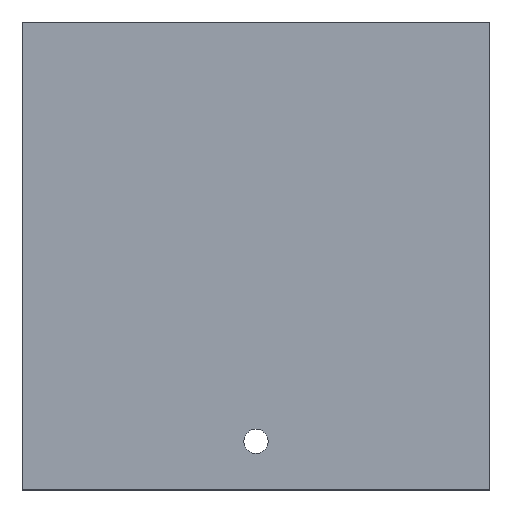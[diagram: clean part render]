
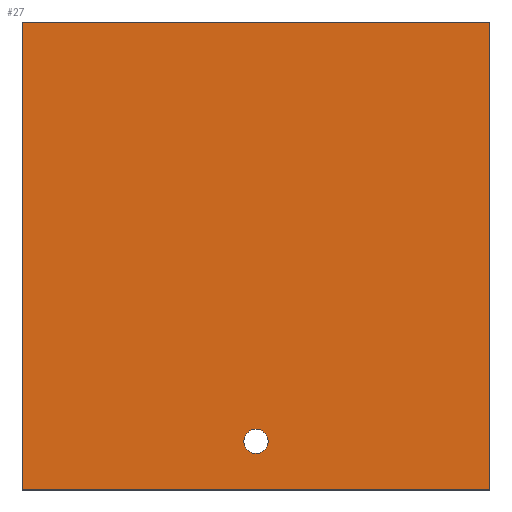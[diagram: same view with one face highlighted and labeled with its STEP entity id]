
A CAD part, top view. The second image highlights one B-rep face of the part: STEP entity #27.
In plain terms, the highlighted planar face has unit normal (0, 0, 1).
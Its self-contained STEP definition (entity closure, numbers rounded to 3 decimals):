
#2 = CARTESIAN_POINT ( 'NONE',  ( 0., 0., 6. ) ) ;
#9 = CARTESIAN_POINT ( 'NONE',  ( -38.5, -38.5, 6. ) ) ;
#16 = VERTEX_POINT ( 'NONE', #195 ) ;
#23 = AXIS2_PLACEMENT_3D ( 'NONE', #88, #247, #105 ) ;
#24 = CARTESIAN_POINT ( 'NONE',  ( 2., -30.5, 6. ) ) ;
#27 = ADVANCED_FACE ( 'NONE', ( #35, #76 ), #102, .F. ) ;
#35 = FACE_BOUND ( 'NONE', #268, .T. ) ;
#39 = VERTEX_POINT ( 'NONE', #216 ) ;
#45 = VERTEX_POINT ( 'NONE', #24 ) ;
#59 = EDGE_LOOP ( 'NONE', ( #134, #140, #141, #235 ) ) ;
#61 = LINE ( 'NONE', #262, #68 ) ;
#63 = EDGE_CURVE ( 'NONE', #87, #16, #61, .T. ) ;
#68 = VECTOR ( 'NONE', #178, 1000. ) ;
#76 = FACE_OUTER_BOUND ( 'NONE', #59, .T. ) ;
#82 = ORIENTED_EDGE ( 'NONE', *, *, #170, .T. ) ;
#87 = VERTEX_POINT ( 'NONE', #219 ) ;
#88 = CARTESIAN_POINT ( 'NONE',  ( 0., -30.5, 6. ) ) ;
#92 = VECTOR ( 'NONE', #245, 1000. ) ;
#97 = EDGE_CURVE ( 'NONE', #207, #103, #172, .T. ) ;
#98 = DIRECTION ( 'NONE',  ( 0., -1., 0. ) ) ;
#99 = VECTOR ( 'NONE', #98, 1000. ) ;
#102 = PLANE ( 'NONE',  #250 ) ;
#103 = VERTEX_POINT ( 'NONE', #148 ) ;
#105 = DIRECTION ( 'NONE',  ( -1., 0., 0. ) ) ;
#111 = CARTESIAN_POINT ( 'NONE',  ( 0., -30.5, 6. ) ) ;
#112 = DIRECTION ( 'NONE',  ( 0., 0., -1. ) ) ;
#117 = VECTOR ( 'NONE', #129, 1000. ) ;
#125 = CARTESIAN_POINT ( 'NONE',  ( -38.5, -38.5, 6. ) ) ;
#129 = DIRECTION ( 'NONE',  ( 1., 0., 0. ) ) ;
#134 = ORIENTED_EDGE ( 'NONE', *, *, #205, .T. ) ;
#140 = ORIENTED_EDGE ( 'NONE', *, *, #63, .T. ) ;
#141 = ORIENTED_EDGE ( 'NONE', *, *, #269, .T. ) ;
#142 = EDGE_CURVE ( 'NONE', #39, #45, #232, .T. ) ;
#148 = CARTESIAN_POINT ( 'NONE',  ( 38.5, -38.5, 6. ) ) ;
#170 = EDGE_CURVE ( 'NONE', #45, #39, #183, .T. ) ;
#172 = LINE ( 'NONE', #274, #117 ) ;
#173 = DIRECTION ( 'NONE',  ( -1., 0., 0. ) ) ;
#174 = CARTESIAN_POINT ( 'NONE',  ( 38.5, -38.5, 6. ) ) ;
#178 = DIRECTION ( 'NONE',  ( -1., 0., 0. ) ) ;
#183 = CIRCLE ( 'NONE', #23, 2. ) ;
#195 = CARTESIAN_POINT ( 'NONE',  ( -38.5, 38.5, 6. ) ) ;
#205 = EDGE_CURVE ( 'NONE', #103, #87, #266, .T. ) ;
#207 = VERTEX_POINT ( 'NONE', #9 ) ;
#216 = CARTESIAN_POINT ( 'NONE',  ( -2., -30.5, 6. ) ) ;
#217 = DIRECTION ( 'NONE',  ( 0., 0., -1. ) ) ;
#219 = CARTESIAN_POINT ( 'NONE',  ( 38.5, 38.5, 6. ) ) ;
#225 = LINE ( 'NONE', #125, #99 ) ;
#230 = ORIENTED_EDGE ( 'NONE', *, *, #142, .T. ) ;
#232 = CIRCLE ( 'NONE', #260, 2. ) ;
#235 = ORIENTED_EDGE ( 'NONE', *, *, #97, .T. ) ;
#245 = DIRECTION ( 'NONE',  ( 0., 1., 0. ) ) ;
#247 = DIRECTION ( 'NONE',  ( 0., 0., -1. ) ) ;
#248 = DIRECTION ( 'NONE',  ( -1., 0., 0. ) ) ;
#250 = AXIS2_PLACEMENT_3D ( 'NONE', #2, #217, #173 ) ;
#260 = AXIS2_PLACEMENT_3D ( 'NONE', #111, #112, #248 ) ;
#262 = CARTESIAN_POINT ( 'NONE',  ( -38.5, 38.5, 6. ) ) ;
#266 = LINE ( 'NONE', #174, #92 ) ;
#268 = EDGE_LOOP ( 'NONE', ( #230, #82 ) ) ;
#269 = EDGE_CURVE ( 'NONE', #16, #207, #225, .T. ) ;
#274 = CARTESIAN_POINT ( 'NONE',  ( -38.5, -38.5, 6. ) ) ;
